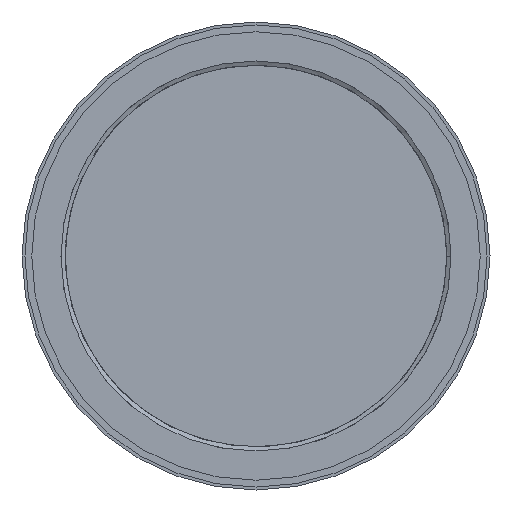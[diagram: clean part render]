
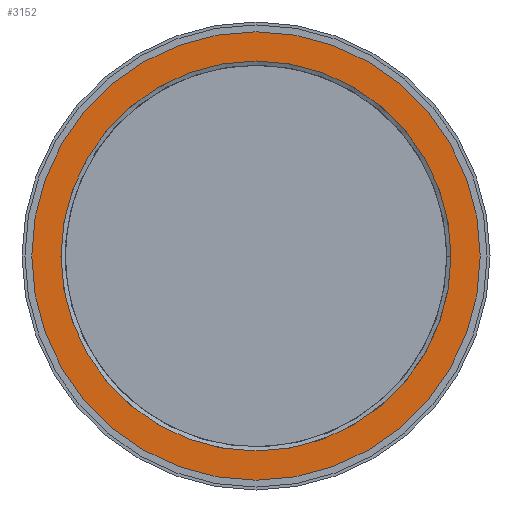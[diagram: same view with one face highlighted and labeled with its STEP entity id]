
A CAD part, front view. The second image highlights one B-rep face of the part: STEP entity #3152.
In plain terms, the highlighted planar face has unit normal (0, -1, 0).
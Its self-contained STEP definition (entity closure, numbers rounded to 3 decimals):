
#10 = AXIS2_PLACEMENT_3D ( 'NONE', #3427, #3385, #2751 ) ;
#60 = VERTEX_POINT ( 'NONE', #4712 ) ;
#63 = CARTESIAN_POINT ( 'NONE',  ( 0., 0., 0. ) ) ;
#87 = ORIENTED_EDGE ( 'NONE', *, *, #4136, .F. ) ;
#166 = DIRECTION ( 'NONE',  ( 0., 0., 1. ) ) ;
#182 = DIRECTION ( 'NONE',  ( 0., 0., 1. ) ) ;
#262 = AXIS2_PLACEMENT_3D ( 'NONE', #7292, #3524, #8050 ) ;
#401 = CIRCLE ( 'NONE', #10, 50. ) ;
#769 = CARTESIAN_POINT ( 'NONE',  ( 0., 0., 0. ) ) ;
#778 = ORIENTED_EDGE ( 'NONE', *, *, #5866, .T. ) ;
#854 = VERTEX_POINT ( 'NONE', #5992 ) ;
#988 = EDGE_LOOP ( 'NONE', ( #87, #2862 ) ) ;
#1070 = EDGE_LOOP ( 'NONE', ( #778, #4680, #2111 ) ) ;
#1102 = VERTEX_POINT ( 'NONE', #4023 ) ;
#2111 = ORIENTED_EDGE ( 'NONE', *, *, #5118, .T. ) ;
#2250 = VERTEX_POINT ( 'NONE', #3211 ) ;
#2426 = CIRCLE ( 'NONE', #3502, 57.5 ) ;
#2633 = DIRECTION ( 'NONE',  ( 0., 1., 0. ) ) ;
#2710 = AXIS2_PLACEMENT_3D ( 'NONE', #4052, #2819, #4723 ) ;
#2751 = DIRECTION ( 'NONE',  ( 0., 0., 1. ) ) ;
#2819 = DIRECTION ( 'NONE',  ( 0., 1., 0. ) ) ;
#2862 = ORIENTED_EDGE ( 'NONE', *, *, #6296, .F. ) ;
#2950 = AXIS2_PLACEMENT_3D ( 'NONE', #6626, #7895, #166 ) ;
#3011 = AXIS2_PLACEMENT_3D ( 'NONE', #769, #4811, #182 ) ;
#3152 = ADVANCED_FACE ( 'NONE', ( #3337, #3982 ), #5292, .F. ) ;
#3211 = CARTESIAN_POINT ( 'NONE',  ( 0., 0., 50. ) ) ;
#3234 = CIRCLE ( 'NONE', #262, 50. ) ;
#3337 = FACE_BOUND ( 'NONE', #1070, .T. ) ;
#3385 = DIRECTION ( 'NONE',  ( 0., 1., 0. ) ) ;
#3427 = CARTESIAN_POINT ( 'NONE',  ( 0., 0., 0. ) ) ;
#3502 = AXIS2_PLACEMENT_3D ( 'NONE', #63, #2633, #5247 ) ;
#3524 = DIRECTION ( 'NONE',  ( 0., 1., 0. ) ) ;
#3547 = CARTESIAN_POINT ( 'NONE',  ( 50., 0., 0. ) ) ;
#3982 = FACE_OUTER_BOUND ( 'NONE', #988, .T. ) ;
#4023 = CARTESIAN_POINT ( 'NONE',  ( 0., 0., 57.5 ) ) ;
#4052 = CARTESIAN_POINT ( 'NONE',  ( 0., 0., 0. ) ) ;
#4136 = EDGE_CURVE ( 'NONE', #60, #1102, #7285, .T. ) ;
#4680 = ORIENTED_EDGE ( 'NONE', *, *, #7338, .T. ) ;
#4712 = CARTESIAN_POINT ( 'NONE',  ( 0., 0., -57.5 ) ) ;
#4723 = DIRECTION ( 'NONE',  ( 0., 0., 1. ) ) ;
#4811 = DIRECTION ( 'NONE',  ( 0., 1., 0. ) ) ;
#5118 = EDGE_CURVE ( 'NONE', #2250, #5475, #7175, .T. ) ;
#5247 = DIRECTION ( 'NONE',  ( 0., 0., 1. ) ) ;
#5292 = PLANE ( 'NONE',  #3011 ) ;
#5475 = VERTEX_POINT ( 'NONE', #3547 ) ;
#5866 = EDGE_CURVE ( 'NONE', #5475, #854, #3234, .T. ) ;
#5992 = CARTESIAN_POINT ( 'NONE',  ( 0., 0., -50. ) ) ;
#6296 = EDGE_CURVE ( 'NONE', #1102, #60, #2426, .T. ) ;
#6626 = CARTESIAN_POINT ( 'NONE',  ( 0., 0., 0. ) ) ;
#7175 = CIRCLE ( 'NONE', #2710, 50. ) ;
#7285 = CIRCLE ( 'NONE', #2950, 57.5 ) ;
#7292 = CARTESIAN_POINT ( 'NONE',  ( 0., 0., 0. ) ) ;
#7338 = EDGE_CURVE ( 'NONE', #854, #2250, #401, .T. ) ;
#7895 = DIRECTION ( 'NONE',  ( 0., 1., 0. ) ) ;
#8050 = DIRECTION ( 'NONE',  ( 0., 0., 1. ) ) ;
